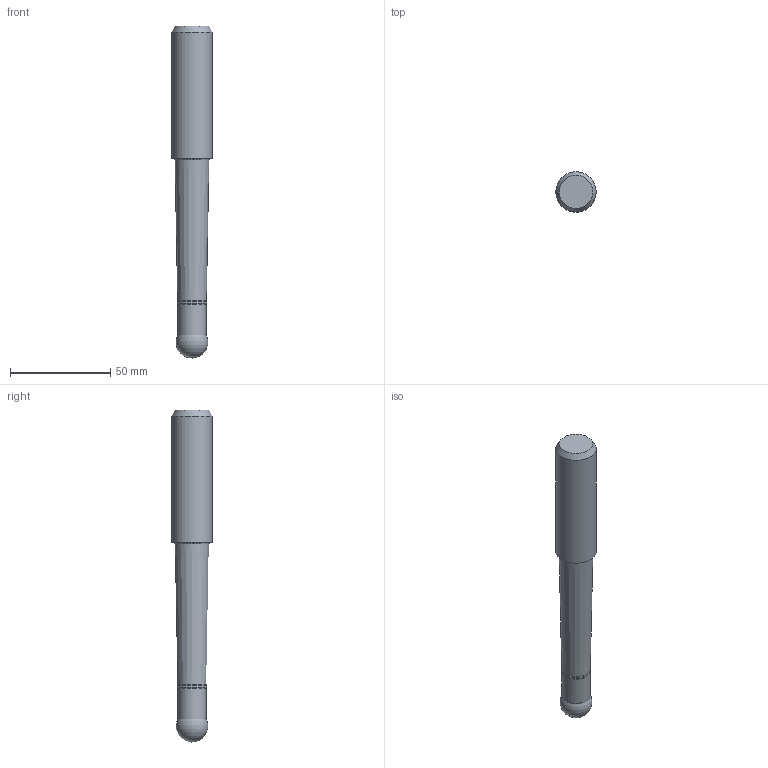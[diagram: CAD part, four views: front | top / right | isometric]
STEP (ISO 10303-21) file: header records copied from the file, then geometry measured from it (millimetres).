
FILE_DESCRIPTION(/* description */ (''),/* implementation_level */ '2;1');
FILE_NAME(/* name */ '1590648872820.stp',/* time_stamp */ '2020-05-28T12:24:53+06:00',/* author */ (''),/* organization */ ('SMS'),/* preprocessor_version */ 'ST-DEVELOPER v16.7',/* originating_system */ 'SIEMENS PLM Software NX 12.0',/* authorisation */ '');
FILE_SCHEMA (('AUTOMOTIVE_DESIGN { 1 0 10303 214 3 1 1 1 }'));
Length unit declared in the file: millimetre
Products named in the file (4): ASSEMBLY_CONSTRUCTION; 202455403mod000_00; 202458187mod000_00; 202458186mod000_00
Assembly tree (3 placements, depth 2):
  202458186mod000_00
    202458187mod000_00
    202455403mod000_00
    ASSEMBLY_CONSTRUCTION
Bounding box: 20.12 x 20.12 x 166 mm (x, y, z)
Volume: 40442.7 mm3; surface area: 9976.3 mm2
Topology: 2 solids, 2 shells, 16 faces, 26 edges, 25 vertices
Faces by surface type: plane 6, cylinder 4, cone 3, sphere 2, torus 1
Full cylindrical faces by diameter (mm): 14.225 x1, 14.35 x1, 14.525 x1, 20.125 x1
Entity records: 543 total; most frequent: DIRECTION 84, CARTESIAN_POINT 78, AXIS2_PLACEMENT_3D 42, EDGE_LOOP 28, ORIENTED_EDGE 28, FACE_BOUND 24, STYLED_ITEM 20, PRESENTATION_STYLE_ASSIGNMENT 20
